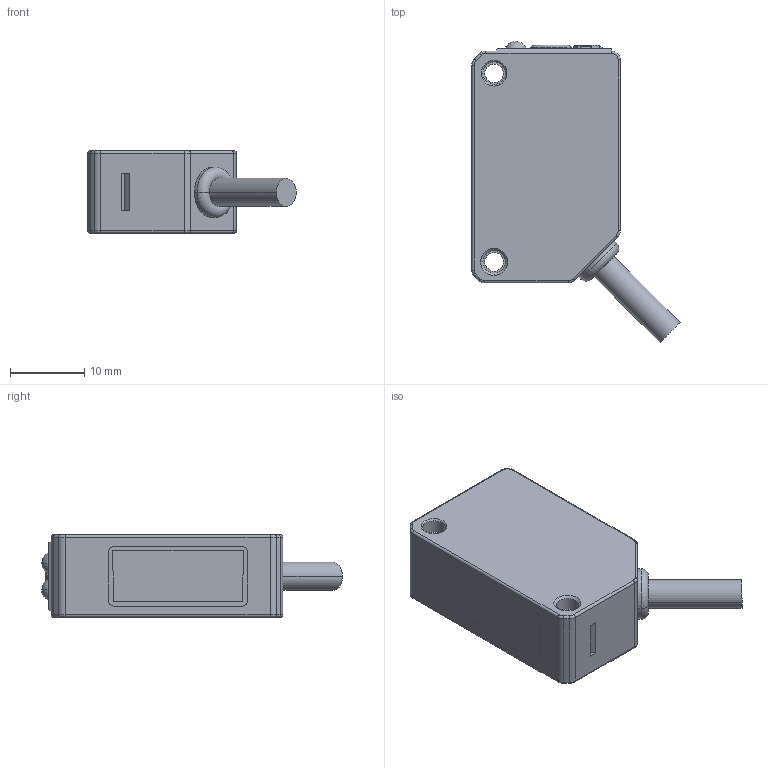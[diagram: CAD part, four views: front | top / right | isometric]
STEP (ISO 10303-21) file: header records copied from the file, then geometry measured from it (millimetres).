
FILE_DESCRIPTION (( 'STEP AP214' ), '1' );
FILE_NAME ('籵蚚源倰-PVZ炵蹈.STEP', '2015-07-31T03:28:46', ( '' ), ( '' ), 'SwSTEP 2.0', 'SolidWorks 2013', '' );
FILE_SCHEMA (( 'AUTOMOTIVE_DESIGN' ));
Length unit declared in the file: millimetre
Products named in the file (1): 籵蚚源倰-PVZ炵蹈
Bounding box: 28.06 x 40.56 x 11.1 mm (x, y, z)
Volume: 6775.1 mm3; surface area: 2656.3 mm2
Topology: 1 solids, 1 shells, 221 faces, 558 edges, 355 vertices
Faces by surface type: plane 100, cylinder 86, torus 21, sphere 8, cone 6
Entity records: 6726 total; most frequent: CARTESIAN_POINT 1272, DIRECTION 1188, ORIENTED_EDGE 1108, EDGE_CURVE 554, AXIS2_PLACEMENT_3D 439, VERTEX_POINT 353, LINE 310, VECTOR 310
